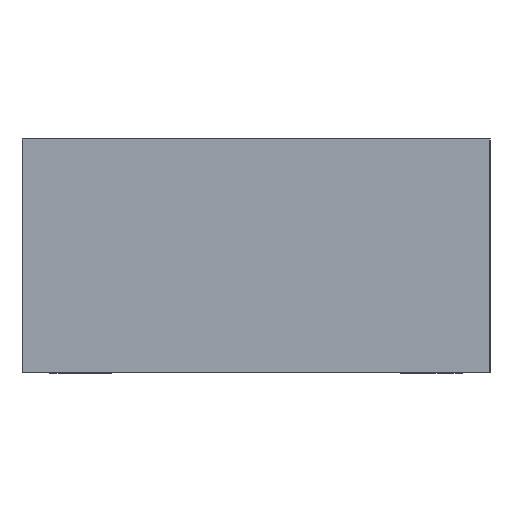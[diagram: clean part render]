
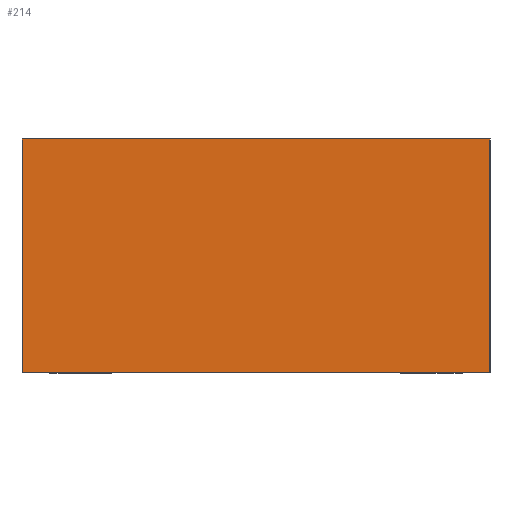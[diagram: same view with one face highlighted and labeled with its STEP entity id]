
A CAD part, left-side view. The second image highlights one B-rep face of the part: STEP entity #214.
In plain terms, the highlighted planar face has unit normal (-1, 0, 0).
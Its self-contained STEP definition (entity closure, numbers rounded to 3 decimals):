
#17 = VECTOR ( 'NONE', #443, 1000. ) ;
#55 = LINE ( 'NONE', #528, #646 ) ;
#96 = EDGE_CURVE ( 'NONE', #1092, #1016, #55, .T. ) ;
#146 = VERTEX_POINT ( 'NONE', #1119 ) ;
#150 = CARTESIAN_POINT ( 'NONE',  ( -74., -30., 30. ) ) ;
#165 = ORIENTED_EDGE ( 'NONE', *, *, #686, .F. ) ;
#197 = LINE ( 'NONE', #554, #17 ) ;
#214 = ADVANCED_FACE ( 'NONE', ( #264 ), #543, .F. ) ;
#255 = DIRECTION ( 'NONE',  ( 0., 0., 1. ) ) ;
#264 = FACE_OUTER_BOUND ( 'NONE', #729, .T. ) ;
#266 = EDGE_CURVE ( 'NONE', #146, #860, #197, .T. ) ;
#328 = LINE ( 'NONE', #828, #933 ) ;
#385 = VECTOR ( 'NONE', #255, 1000. ) ;
#443 = DIRECTION ( 'NONE',  ( 0., -1., 0. ) ) ;
#458 = DIRECTION ( 'NONE',  ( 0., 0., -1. ) ) ;
#528 = CARTESIAN_POINT ( 'NONE',  ( -74., 0., 0. ) ) ;
#543 = PLANE ( 'NONE',  #557 ) ;
#548 = DIRECTION ( 'NONE',  ( 0., 0., -1. ) ) ;
#554 = CARTESIAN_POINT ( 'NONE',  ( -74., 0., 30. ) ) ;
#557 = AXIS2_PLACEMENT_3D ( 'NONE', #150, #938, #458 ) ;
#646 = VECTOR ( 'NONE', #719, 1000. ) ;
#686 = EDGE_CURVE ( 'NONE', #1092, #146, #967, .T. ) ;
#702 = CARTESIAN_POINT ( 'NONE',  ( -74., -30., 0. ) ) ;
#719 = DIRECTION ( 'NONE',  ( 0., -1., 0. ) ) ;
#729 = EDGE_LOOP ( 'NONE', ( #1206, #165, #1138, #1193 ) ) ;
#750 = CARTESIAN_POINT ( 'NONE',  ( -74., 30., 15. ) ) ;
#780 = CARTESIAN_POINT ( 'NONE',  ( -74., -30., 30. ) ) ;
#828 = CARTESIAN_POINT ( 'NONE',  ( -74., -30., 15. ) ) ;
#860 = VERTEX_POINT ( 'NONE', #780 ) ;
#933 = VECTOR ( 'NONE', #548, 1000. ) ;
#938 = DIRECTION ( 'NONE',  ( 1., 0., 0. ) ) ;
#967 = LINE ( 'NONE', #750, #385 ) ;
#1016 = VERTEX_POINT ( 'NONE', #702 ) ;
#1092 = VERTEX_POINT ( 'NONE', #1189 ) ;
#1119 = CARTESIAN_POINT ( 'NONE',  ( -74., 30., 30. ) ) ;
#1138 = ORIENTED_EDGE ( 'NONE', *, *, #96, .T. ) ;
#1189 = CARTESIAN_POINT ( 'NONE',  ( -74., 30., 0. ) ) ;
#1193 = ORIENTED_EDGE ( 'NONE', *, *, #1259, .F. ) ;
#1206 = ORIENTED_EDGE ( 'NONE', *, *, #266, .F. ) ;
#1259 = EDGE_CURVE ( 'NONE', #860, #1016, #328, .T. ) ;
